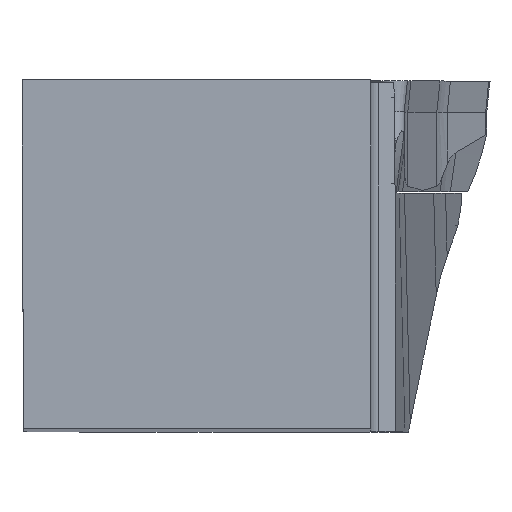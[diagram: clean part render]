
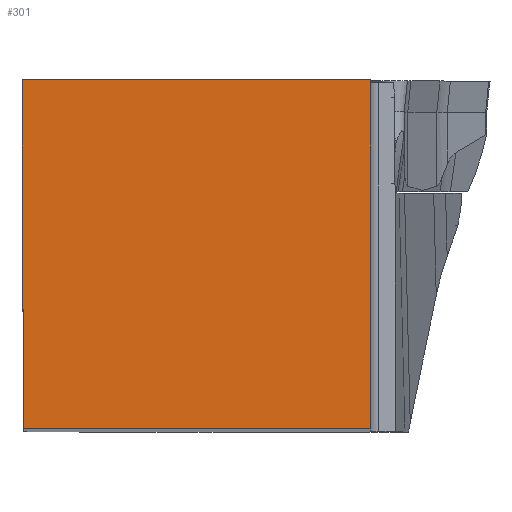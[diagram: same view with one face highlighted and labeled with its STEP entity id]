
A CAD part, top view. The second image highlights one B-rep face of the part: STEP entity #301.
In plain terms, the highlighted planar face has unit normal (0, 0, 1).
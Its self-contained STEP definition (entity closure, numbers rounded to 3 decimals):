
#301=ADVANCED_FACE('CU_BACK_SU1',(#436),#391,.F.);
#391=PLANE('',#1946);
#436=FACE_OUTER_BOUND('',#531,.T.);
#531=EDGE_LOOP('',(#707,#708,#709,#710));
#707=ORIENTED_EDGE('',*,*,#1365,.T.);
#708=ORIENTED_EDGE('',*,*,#1384,.F.);
#709=ORIENTED_EDGE('',*,*,#1371,.T.);
#710=ORIENTED_EDGE('',*,*,#1378,.T.);
#1182=VERTEX_POINT('',#2529);
#1183=VERTEX_POINT('',#2531);
#1187=VERTEX_POINT('',#2541);
#1188=VERTEX_POINT('',#2543);
#1365=EDGE_CURVE('',#1183,#1182,#1609,.T.);
#1371=EDGE_CURVE('',#1188,#1187,#1614,.T.);
#1378=EDGE_CURVE('',#1187,#1183,#1620,.T.);
#1384=EDGE_CURVE('',#1188,#1182,#1625,.T.);
#1609=LINE('',#2530,#1743);
#1614=LINE('',#2542,#1748);
#1620=LINE('',#2556,#1754);
#1625=LINE('',#2566,#1759);
#1743=VECTOR('',#2111,1.);
#1748=VECTOR('',#2120,1.);
#1754=VECTOR('',#2130,1.);
#1759=VECTOR('',#2141,1.);
#1946=AXIS2_PLACEMENT_3D('',#2567,#2142,#2143);
#2111=DIRECTION('',(1.,0.,0.));
#2120=DIRECTION('',(-1.,0.,0.));
#2130=DIRECTION('',(0.004,-1.,0.));
#2141=DIRECTION('',(0.,-1.,0.));
#2142=DIRECTION('',(0.,0.,-1.));
#2143=DIRECTION('',(0.,-1.,0.));
#2529=CARTESIAN_POINT('',(18.923,0.,0.));
#2530=CARTESIAN_POINT('',(-17.446,0.,0.));
#2531=CARTESIAN_POINT('',(0.083,0.,0.));
#2541=CARTESIAN_POINT('',(0.,18.923,0.));
#2542=CARTESIAN_POINT('',(-17.446,18.923,0.));
#2543=CARTESIAN_POINT('',(18.923,18.923,0.));
#2556=CARTESIAN_POINT('',(-0.066,33.999,0.));
#2566=CARTESIAN_POINT('',(18.923,33.923,0.));
#2567=CARTESIAN_POINT('',(-17.446,33.923,0.));
